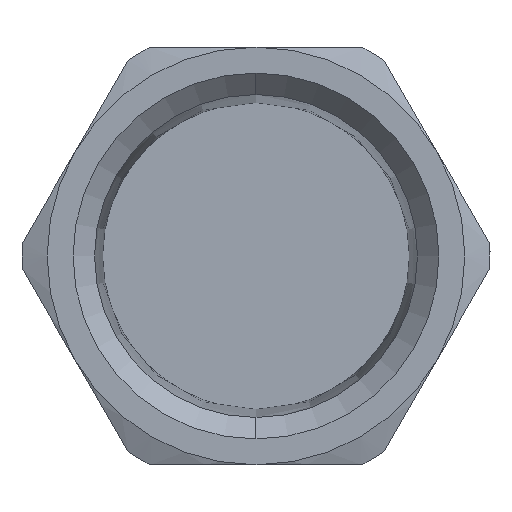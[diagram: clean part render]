
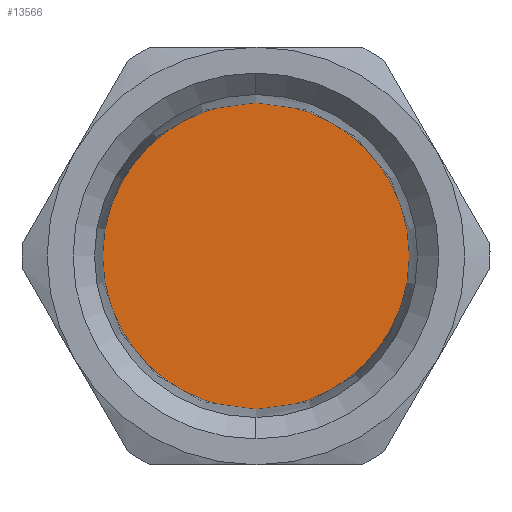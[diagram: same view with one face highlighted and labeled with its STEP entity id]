
A CAD part, front view. The second image highlights one B-rep face of the part: STEP entity #13566.
In plain terms, the highlighted planar face has unit normal (0, -1, 0).
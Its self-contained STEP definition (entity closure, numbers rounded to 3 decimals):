
#1383 = DIRECTION ( 'NONE',  ( 0., 1., 0. ) ) ;
#2338 = CARTESIAN_POINT ( 'NONE',  ( 0., -15.7, -8.816 ) ) ;
#2489 = PLANE ( 'NONE',  #7649 ) ;
#2695 = DIRECTION ( 'NONE',  ( 0., 0., 1. ) ) ;
#2977 = CIRCLE ( 'NONE', #11003, 8.816 ) ;
#3042 = CARTESIAN_POINT ( 'NONE',  ( 0., -15.7, 0. ) ) ;
#3781 = ORIENTED_EDGE ( 'NONE', *, *, #10507, .T. ) ;
#4194 = DIRECTION ( 'NONE',  ( 0., -1., 0. ) ) ;
#4374 = DIRECTION ( 'NONE',  ( 0., -1., 0. ) ) ;
#5829 = CIRCLE ( 'NONE', #6643, 8.816 ) ;
#6643 = AXIS2_PLACEMENT_3D ( 'NONE', #3042, #4194, #8841 ) ;
#7649 = AXIS2_PLACEMENT_3D ( 'NONE', #10770, #1383, #2695 ) ;
#8456 = EDGE_LOOP ( 'NONE', ( #3781, #9496 ) ) ;
#8841 = DIRECTION ( 'NONE',  ( 0., 0., -1. ) ) ;
#9379 = EDGE_CURVE ( 'NONE', #12217, #11596, #2977, .T. ) ;
#9496 = ORIENTED_EDGE ( 'NONE', *, *, #9379, .T. ) ;
#10252 = FACE_OUTER_BOUND ( 'NONE', #8456, .T. ) ;
#10507 = EDGE_CURVE ( 'NONE', #11596, #12217, #5829, .T. ) ;
#10770 = CARTESIAN_POINT ( 'NONE',  ( -4.408, -15.7, 0. ) ) ;
#11003 = AXIS2_PLACEMENT_3D ( 'NONE', #11325, #4374, #12478 ) ;
#11325 = CARTESIAN_POINT ( 'NONE',  ( 0., -15.7, 0. ) ) ;
#11596 = VERTEX_POINT ( 'NONE', #2338 ) ;
#12217 = VERTEX_POINT ( 'NONE', #13276 ) ;
#12478 = DIRECTION ( 'NONE',  ( 0., 0., -1. ) ) ;
#13276 = CARTESIAN_POINT ( 'NONE',  ( 0., -15.7, 8.816 ) ) ;
#13566 = ADVANCED_FACE ( 'NONE', ( #10252 ), #2489, .F. ) ;
